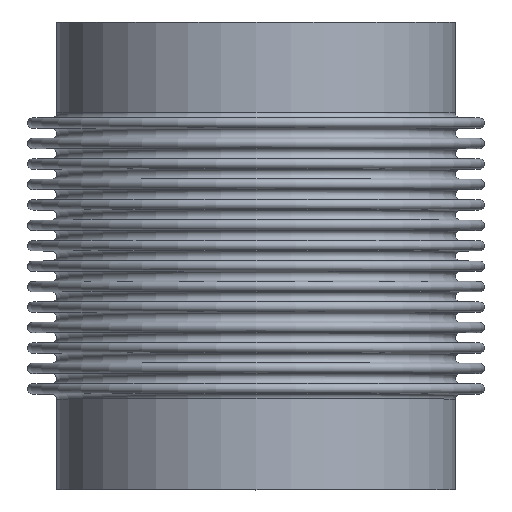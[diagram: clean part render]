
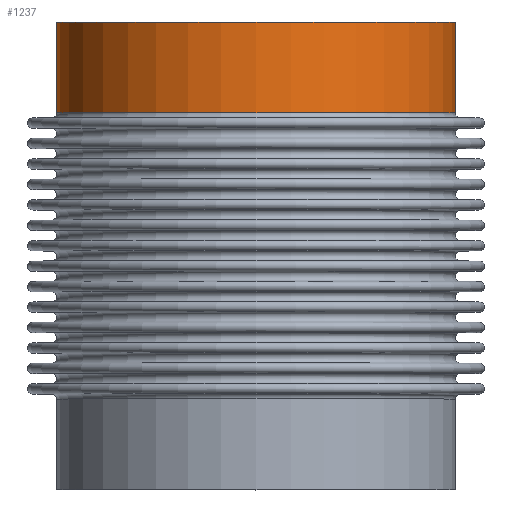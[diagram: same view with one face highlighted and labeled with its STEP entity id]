
A CAD part, top view. The second image highlights one B-rep face of the part: STEP entity #1237.
In plain terms, the highlighted cylindrical face has radius 136.5 mm (diameter 273 mm), a full revolution.
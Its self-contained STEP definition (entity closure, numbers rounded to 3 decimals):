
#74=CYLINDRICAL_SURFACE('',#1364,136.5);
#79=FACE_BOUND('',#326,.T.);
#201=FACE_OUTER_BOUND('',#325,.T.);
#325=EDGE_LOOP('',(#935));
#326=EDGE_LOOP('',(#936));
#568=CIRCLE('',#1365,136.5);
#569=CIRCLE('',#1366,136.5);
#690=VERTEX_POINT('',#2103);
#691=VERTEX_POINT('',#2105);
#812=EDGE_CURVE('',#690,#690,#568,.T.);
#813=EDGE_CURVE('',#691,#691,#569,.T.);
#935=ORIENTED_EDGE('',*,*,#812,.F.);
#936=ORIENTED_EDGE('',*,*,#813,.T.);
#1237=ADVANCED_FACE('',(#201,#79),#74,.T.);
#1364=AXIS2_PLACEMENT_3D('',#2102,#1615,#1616);
#1365=AXIS2_PLACEMENT_3D('',#2104,#1617,#1618);
#1366=AXIS2_PLACEMENT_3D('',#2106,#1619,#1620);
#1615=DIRECTION('center_axis',(0.,1.,0.));
#1616=DIRECTION('ref_axis',(-1.,0.,0.));
#1617=DIRECTION('center_axis',(0.,1.,0.));
#1618=DIRECTION('ref_axis',(-1.,0.,0.));
#1619=DIRECTION('center_axis',(0.,1.,0.));
#1620=DIRECTION('ref_axis',(1.,0.,0.));
#2102=CARTESIAN_POINT('Origin',(0.,318.287,0.));
#2103=CARTESIAN_POINT('',(136.5,380.287,0.));
#2104=CARTESIAN_POINT('Origin',(0.,380.287,0.));
#2105=CARTESIAN_POINT('',(-136.5,318.287,0.));
#2106=CARTESIAN_POINT('Origin',(0.,318.287,0.));
